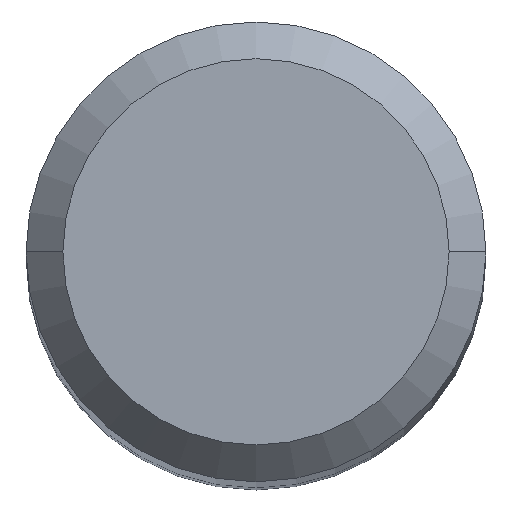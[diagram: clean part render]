
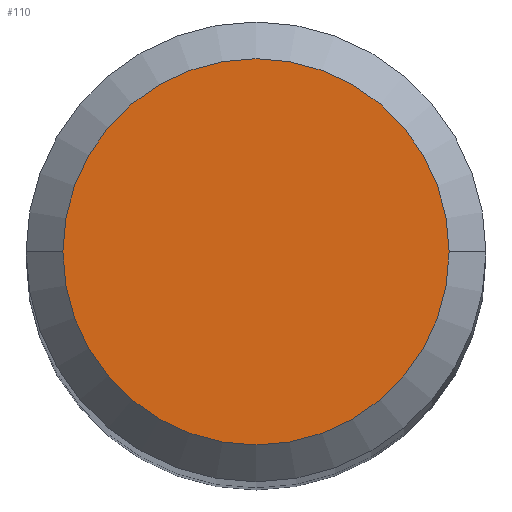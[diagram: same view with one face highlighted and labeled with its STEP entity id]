
A CAD part, top view. The second image highlights one B-rep face of the part: STEP entity #110.
In plain terms, the highlighted planar face has unit normal (0, 0, 1).
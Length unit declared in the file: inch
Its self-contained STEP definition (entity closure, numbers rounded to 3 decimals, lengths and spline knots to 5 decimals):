
#14 = CARTESIAN_POINT ( 'NONE',  ( 0., 0., 2. ) ) ;
#18 = ORIENTED_EDGE ( 'NONE', *, *, #284, .T. ) ;
#20 = EDGE_LOOP ( 'NONE', ( #290, #18 ) ) ;
#34 = AXIS2_PLACEMENT_3D ( 'NONE', #148, #206, #74 ) ;
#50 = CIRCLE ( 'NONE', #174, 0.07875 ) ;
#51 = FACE_OUTER_BOUND ( 'NONE', #20, .T. ) ;
#74 = DIRECTION ( 'NONE',  ( 1., 0., 0. ) ) ;
#102 = CARTESIAN_POINT ( 'NONE',  ( 0., 0., 2. ) ) ;
#110 = ADVANCED_FACE ( 'NONE', ( #51 ), #303, .T. ) ;
#111 = CIRCLE ( 'NONE', #321, 0.07875 ) ;
#119 = VERTEX_POINT ( 'NONE', #150 ) ;
#142 = VERTEX_POINT ( 'NONE', #151 ) ;
#148 = CARTESIAN_POINT ( 'NONE',  ( 0., 0., 2. ) ) ;
#150 = CARTESIAN_POINT ( 'NONE',  ( 0.07875, 0., 2. ) ) ;
#151 = CARTESIAN_POINT ( 'NONE',  ( -0.07875, 0., 2. ) ) ;
#165 = DIRECTION ( 'NONE',  ( 0., 0., 1. ) ) ;
#174 = AXIS2_PLACEMENT_3D ( 'NONE', #14, #309, #236 ) ;
#206 = DIRECTION ( 'NONE',  ( 0., 0., 1. ) ) ;
#236 = DIRECTION ( 'NONE',  ( 1., 0., 0. ) ) ;
#240 = EDGE_CURVE ( 'NONE', #142, #119, #111, .T. ) ;
#249 = DIRECTION ( 'NONE',  ( 1., 0., 0. ) ) ;
#284 = EDGE_CURVE ( 'NONE', #119, #142, #50, .T. ) ;
#290 = ORIENTED_EDGE ( 'NONE', *, *, #240, .T. ) ;
#303 = PLANE ( 'NONE',  #34 ) ;
#309 = DIRECTION ( 'NONE',  ( 0., 0., 1. ) ) ;
#321 = AXIS2_PLACEMENT_3D ( 'NONE', #102, #165, #249 ) ;
